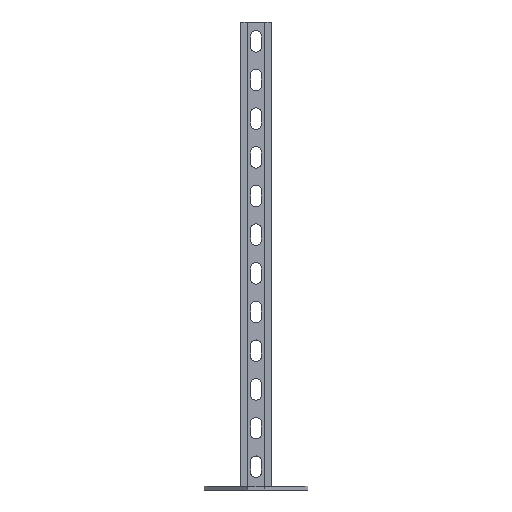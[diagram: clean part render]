
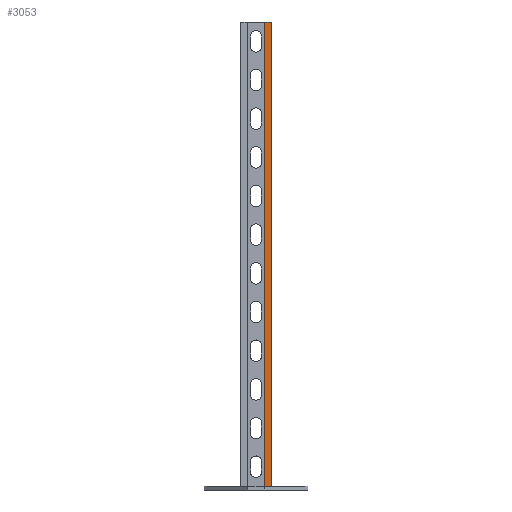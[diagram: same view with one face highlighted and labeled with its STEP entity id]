
A CAD part, front view. The second image highlights one B-rep face of the part: STEP entity #3053.
In plain terms, the highlighted face is planar.
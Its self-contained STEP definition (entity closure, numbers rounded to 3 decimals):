
#22 = LINE ( 'NONE', #6848, #446 ) ;
#24 = VERTEX_POINT ( 'NONE', #1565 ) ;
#107 = VECTOR ( 'NONE', #5173, 1000. ) ;
#446 = VECTOR ( 'NONE', #862, 1000. ) ;
#486 = VECTOR ( 'NONE', #6689, 1000. ) ;
#599 = VERTEX_POINT ( 'NONE', #7661 ) ;
#654 = DIRECTION ( 'NONE',  ( 0., -1., 0. ) ) ;
#665 = CARTESIAN_POINT ( 'NONE',  ( -11., 41., 600. ) ) ;
#680 = EDGE_CURVE ( 'NONE', #599, #24, #3810, .T. ) ;
#796 = EDGE_CURVE ( 'NONE', #5462, #2052, #4327, .T. ) ;
#862 = DIRECTION ( 'NONE',  ( 1., 0., 0. ) ) ;
#950 = EDGE_CURVE ( 'NONE', #5630, #7557, #8530, .T. ) ;
#992 = ORIENTED_EDGE ( 'NONE', *, *, #950, .F. ) ;
#1012 = ORIENTED_EDGE ( 'NONE', *, *, #1458, .T. ) ;
#1104 = VECTOR ( 'NONE', #1653, 1000. ) ;
#1307 = EDGE_CURVE ( 'NONE', #7557, #599, #8602, .T. ) ;
#1458 = EDGE_CURVE ( 'NONE', #5443, #24, #4603, .T. ) ;
#1459 = CARTESIAN_POINT ( 'NONE',  ( -17.5, 41., 600. ) ) ;
#1565 = CARTESIAN_POINT ( 'NONE',  ( -20.5, 41., 0. ) ) ;
#1653 = DIRECTION ( 'NONE',  ( 0., 0., -1. ) ) ;
#1832 = CARTESIAN_POINT ( 'NONE',  ( -17.5, 41., 600. ) ) ;
#1961 = EDGE_LOOP ( 'NONE', ( #6053, #1012, #6770, #4927, #992, #4552, #6688, #4556 ) ) ;
#2052 = VERTEX_POINT ( 'NONE', #7188 ) ;
#2258 = LINE ( 'NONE', #6105, #486 ) ;
#2442 = EDGE_CURVE ( 'NONE', #5841, #5443, #5890, .T. ) ;
#2657 = CARTESIAN_POINT ( 'NONE',  ( -14., 41., 0. ) ) ;
#3053 = ADVANCED_FACE ( 'NONE', ( #4417 ), #6614, .F. ) ;
#3152 = EDGE_CURVE ( 'NONE', #5630, #5462, #2258, .T. ) ;
#3162 = CARTESIAN_POINT ( 'NONE',  ( -17.5, 41., 600. ) ) ;
#3212 = CARTESIAN_POINT ( 'NONE',  ( -17.5, 41., 0. ) ) ;
#3327 = DIRECTION ( 'NONE',  ( -1., 0., 0. ) ) ;
#3810 = LINE ( 'NONE', #4197, #1104 ) ;
#3899 = CARTESIAN_POINT ( 'NONE',  ( -17.5, 41., 0. ) ) ;
#4197 = CARTESIAN_POINT ( 'NONE',  ( -20.5, 41., 600. ) ) ;
#4295 = VECTOR ( 'NONE', #6494, 1000. ) ;
#4327 = LINE ( 'NONE', #5712, #6958 ) ;
#4417 = FACE_OUTER_BOUND ( 'NONE', #1961, .T. ) ;
#4552 = ORIENTED_EDGE ( 'NONE', *, *, #3152, .T. ) ;
#4556 = ORIENTED_EDGE ( 'NONE', *, *, #6902, .F. ) ;
#4603 = LINE ( 'NONE', #8517, #107 ) ;
#4927 = ORIENTED_EDGE ( 'NONE', *, *, #1307, .F. ) ;
#5173 = DIRECTION ( 'NONE',  ( -1., 0., 0. ) ) ;
#5233 = DIRECTION ( 'NONE',  ( -1., 0., 0. ) ) ;
#5443 = VERTEX_POINT ( 'NONE', #3899 ) ;
#5462 = VERTEX_POINT ( 'NONE', #665 ) ;
#5630 = VERTEX_POINT ( 'NONE', #8306 ) ;
#5712 = CARTESIAN_POINT ( 'NONE',  ( -11., 41., 600. ) ) ;
#5841 = VERTEX_POINT ( 'NONE', #2657 ) ;
#5890 = LINE ( 'NONE', #3212, #4295 ) ;
#6053 = ORIENTED_EDGE ( 'NONE', *, *, #2442, .T. ) ;
#6082 = DIRECTION ( 'NONE',  ( 1., 0., 0. ) ) ;
#6105 = CARTESIAN_POINT ( 'NONE',  ( -11., 41., 600. ) ) ;
#6494 = DIRECTION ( 'NONE',  ( -1., 0., 0. ) ) ;
#6614 = PLANE ( 'NONE',  #6780 ) ;
#6688 = ORIENTED_EDGE ( 'NONE', *, *, #796, .T. ) ;
#6689 = DIRECTION ( 'NONE',  ( 1., 0., 0. ) ) ;
#6770 = ORIENTED_EDGE ( 'NONE', *, *, #680, .F. ) ;
#6780 = AXIS2_PLACEMENT_3D ( 'NONE', #8115, #654, #6082 ) ;
#6848 = CARTESIAN_POINT ( 'NONE',  ( -17.5, 41., 0. ) ) ;
#6902 = EDGE_CURVE ( 'NONE', #5841, #2052, #22, .T. ) ;
#6958 = VECTOR ( 'NONE', #7044, 1000. ) ;
#7044 = DIRECTION ( 'NONE',  ( 0., 0., -1. ) ) ;
#7188 = CARTESIAN_POINT ( 'NONE',  ( -11., 41., 0. ) ) ;
#7441 = VECTOR ( 'NONE', #3327, 1000. ) ;
#7557 = VERTEX_POINT ( 'NONE', #1459 ) ;
#7574 = VECTOR ( 'NONE', #5233, 1000. ) ;
#7661 = CARTESIAN_POINT ( 'NONE',  ( -20.5, 41., 600. ) ) ;
#8115 = CARTESIAN_POINT ( 'NONE',  ( -17.5, 41., 600. ) ) ;
#8306 = CARTESIAN_POINT ( 'NONE',  ( -14., 41., 600. ) ) ;
#8517 = CARTESIAN_POINT ( 'NONE',  ( -20.5, 41., 0. ) ) ;
#8530 = LINE ( 'NONE', #3162, #7574 ) ;
#8602 = LINE ( 'NONE', #1832, #7441 ) ;
